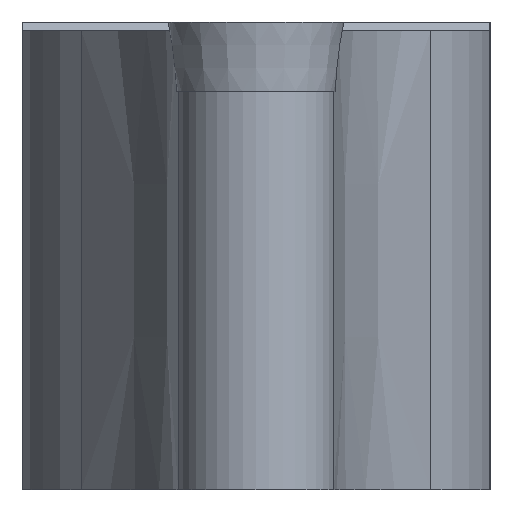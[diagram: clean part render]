
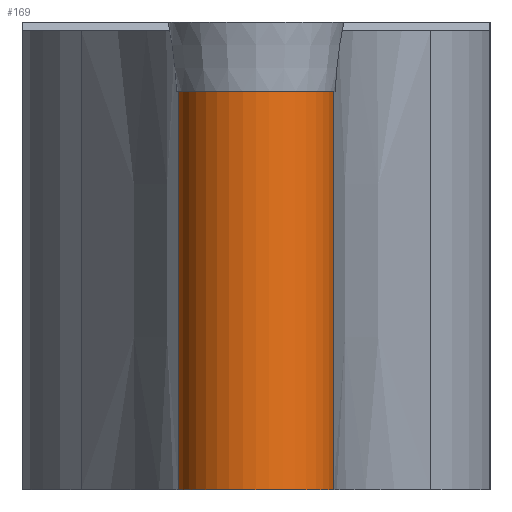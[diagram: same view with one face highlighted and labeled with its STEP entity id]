
A CAD part, left-side view. The second image highlights one B-rep face of the part: STEP entity #169.
In plain terms, the highlighted cylindrical face has radius 2.658 mm (diameter 5.316 mm), a partial arc.
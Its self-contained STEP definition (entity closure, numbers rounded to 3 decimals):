
#29=CYLINDRICAL_SURFACE('',#388,2.658);
#36=LINE('',#503,#58);
#38=LINE('',#522,#61);
#58=VECTOR('',#418,1.);
#61=VECTOR('',#423,1.);
#150=FACE_OUTER_BOUND('',#193,.T.);
#169=ADVANCED_FACE('',(#150),#29,.T.);
#193=EDGE_LOOP('',(#218,#219,#220,#221));
#218=ORIENTED_EDGE('',*,*,#334,.F.);
#219=ORIENTED_EDGE('',*,*,#335,.T.);
#220=ORIENTED_EDGE('',*,*,#336,.F.);
#221=ORIENTED_EDGE('',*,*,#330,.F.);
#300=VERTEX_POINT('',#502);
#301=VERTEX_POINT('',#504);
#304=VERTEX_POINT('',#521);
#305=VERTEX_POINT('',#523);
#330=EDGE_CURVE('',#300,#301,#36,.T.);
#334=EDGE_CURVE('',#304,#300,#372,.T.);
#335=EDGE_CURVE('',#304,#305,#38,.T.);
#336=EDGE_CURVE('',#301,#305,#373,.T.);
#372=CIRCLE('',#386,2.658);
#373=CIRCLE('',#387,2.658);
#386=AXIS2_PLACEMENT_3D('',#520,#421,#422);
#387=AXIS2_PLACEMENT_3D('',#524,#424,#425);
#388=AXIS2_PLACEMENT_3D('',#525,#426,#427);
#418=DIRECTION('',(0.,0.,-1.));
#421=DIRECTION('',(0.,0.,1.));
#422=DIRECTION('',(1.,0.,0.));
#423=DIRECTION('',(0.,0.,-1.));
#424=DIRECTION('',(0.,0.,-1.));
#425=DIRECTION('',(1.,0.,0.));
#426=DIRECTION('',(0.,0.,1.));
#427=DIRECTION('',(1.,0.,0.));
#502=CARTESIAN_POINT('',(3.,-2.658,-2.38));
#503=CARTESIAN_POINT('',(3.,-2.658,-35.));
#504=CARTESIAN_POINT('',(3.,-2.658,-16.));
#520=CARTESIAN_POINT('',(3.,0.,-2.38));
#521=CARTESIAN_POINT('',(3.,2.658,-2.38));
#522=CARTESIAN_POINT('',(3.,2.658,-35.));
#523=CARTESIAN_POINT('',(3.,2.658,-16.));
#524=CARTESIAN_POINT('',(3.,0.,-16.));
#525=CARTESIAN_POINT('',(3.,0.,-35.));
